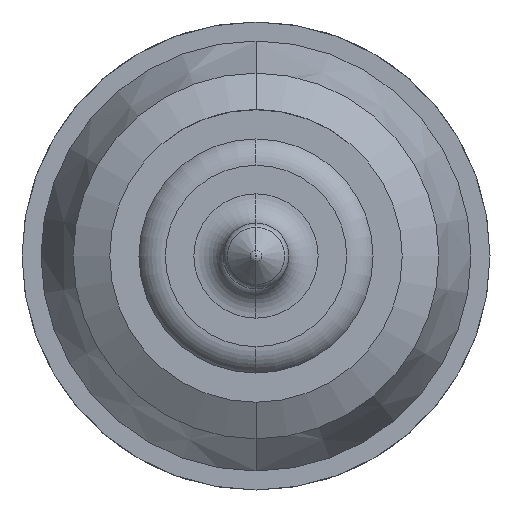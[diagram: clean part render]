
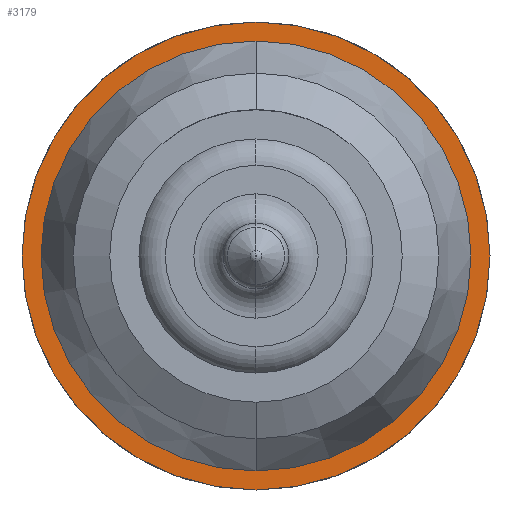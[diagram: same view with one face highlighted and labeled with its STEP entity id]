
A CAD part, front view. The second image highlights one B-rep face of the part: STEP entity #3179.
In plain terms, the highlighted planar face has unit normal (0, -1, 0).
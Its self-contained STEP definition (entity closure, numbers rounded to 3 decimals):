
#328 = VERTEX_POINT ( 'NONE', #4475 ) ;
#890 = DIRECTION ( 'NONE',  ( 0., 1., 0. ) ) ;
#1091 = AXIS2_PLACEMENT_3D ( 'NONE', #3925, #890, #2635 ) ;
#1205 = VERTEX_POINT ( 'NONE', #3896 ) ;
#1241 = EDGE_CURVE ( 'Defeature ausgef�hrt2_6+Defeature ausgef�hrt2_5+Defeature ausgef�hrt2_5+Defeature ausgef�hrt2_5', #5604, #328, #2420, .T. ) ;
#1421 = EDGE_CURVE ( 'Defeature ausgef�hrt2_6+Defeature ausgef�hrt2_5+Defeature ausgef�hrt2_5+Defeature ausgef�hrt2_5', #328, #5604, #1942, .T. ) ;
#1580 = DIRECTION ( 'NONE',  ( 0., 1., 0. ) ) ;
#1738 = ORIENTED_EDGE ( 'NONE', *, *, #2049, .F. ) ;
#1942 = CIRCLE ( 'NONE', #4540, 1.47 ) ;
#2037 = DIRECTION ( 'NONE',  ( 0., 0., 1. ) ) ;
#2049 = EDGE_CURVE ( 'Defeature ausgef�hrt2_7+Defeature ausgef�hrt2_6+Defeature ausgef�hrt2_6+Defeature ausgef�hrt2_6', #1205, #2852, #5299, .T. ) ;
#2076 = CARTESIAN_POINT ( 'NONE',  ( 0., 0.547, 0. ) ) ;
#2420 = CIRCLE ( 'NONE', #2571, 1.47 ) ;
#2454 = DIRECTION ( 'NONE',  ( 0., 0., 1. ) ) ;
#2500 = ORIENTED_EDGE ( 'NONE', *, *, #5198, .F. ) ;
#2559 = ORIENTED_EDGE ( 'NONE', *, *, #1421, .T. ) ;
#2571 = AXIS2_PLACEMENT_3D ( 'NONE', #4874, #2701, #2681 ) ;
#2635 = DIRECTION ( 'NONE',  ( 0., 0., 1. ) ) ;
#2681 = DIRECTION ( 'NONE',  ( 0., 0., 1. ) ) ;
#2701 = DIRECTION ( 'NONE',  ( 0., 1., 0. ) ) ;
#2852 = VERTEX_POINT ( 'NONE', #3188 ) ;
#2867 = CIRCLE ( 'NONE', #5423, 1.6 ) ;
#3179 = ADVANCED_FACE ( 'Defeature ausgef�hrt2_6', ( #3924, #3794 ), #3552, .F. ) ;
#3188 = CARTESIAN_POINT ( 'NONE',  ( 0., 0.547, 1.6 ) ) ;
#3552 = PLANE ( 'NONE',  #1091 ) ;
#3794 = FACE_BOUND ( 'NONE', #3915, .T. ) ;
#3896 = CARTESIAN_POINT ( 'NONE',  ( 0., 0.547, -1.6 ) ) ;
#3915 = EDGE_LOOP ( 'NONE', ( #2559, #4100 ) ) ;
#3924 = FACE_OUTER_BOUND ( 'NONE', #5098, .T. ) ;
#3925 = CARTESIAN_POINT ( 'NONE',  ( 1.47, 0.547, 0. ) ) ;
#3982 = DIRECTION ( 'NONE',  ( 0., 0., 1. ) ) ;
#4100 = ORIENTED_EDGE ( 'NONE', *, *, #1241, .T. ) ;
#4209 = CARTESIAN_POINT ( 'NONE',  ( 0., 0.547, 0. ) ) ;
#4475 = CARTESIAN_POINT ( 'NONE',  ( 0., 0.547, 1.47 ) ) ;
#4540 = AXIS2_PLACEMENT_3D ( 'NONE', #4209, #1580, #2037 ) ;
#4830 = CARTESIAN_POINT ( 'NONE',  ( 0., 0.547, 0. ) ) ;
#4874 = CARTESIAN_POINT ( 'NONE',  ( 0., 0.547, 0. ) ) ;
#5098 = EDGE_LOOP ( 'NONE', ( #2500, #1738 ) ) ;
#5136 = CARTESIAN_POINT ( 'NONE',  ( 0., 0.547, -1.47 ) ) ;
#5198 = EDGE_CURVE ( 'Defeature ausgef�hrt2_7+Defeature ausgef�hrt2_6+Defeature ausgef�hrt2_6+Defeature ausgef�hrt2_6', #2852, #1205, #2867, .T. ) ;
#5264 = AXIS2_PLACEMENT_3D ( 'NONE', #4830, #5281, #3982 ) ;
#5281 = DIRECTION ( 'NONE',  ( 0., 1., 0. ) ) ;
#5299 = CIRCLE ( 'NONE', #5264, 1.6 ) ;
#5423 = AXIS2_PLACEMENT_3D ( 'NONE', #2076, #5541, #2454 ) ;
#5541 = DIRECTION ( 'NONE',  ( 0., 1., 0. ) ) ;
#5604 = VERTEX_POINT ( 'NONE', #5136 ) ;
